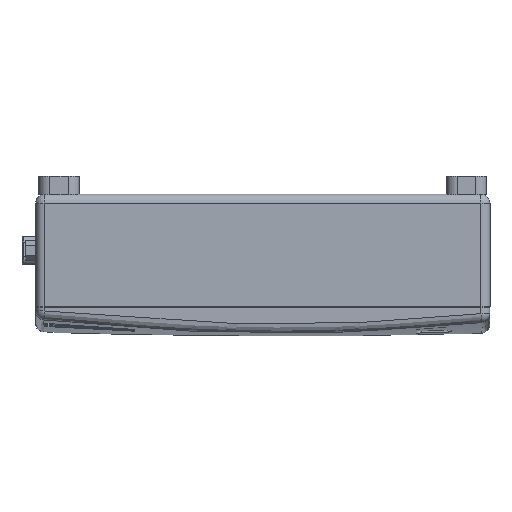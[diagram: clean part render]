
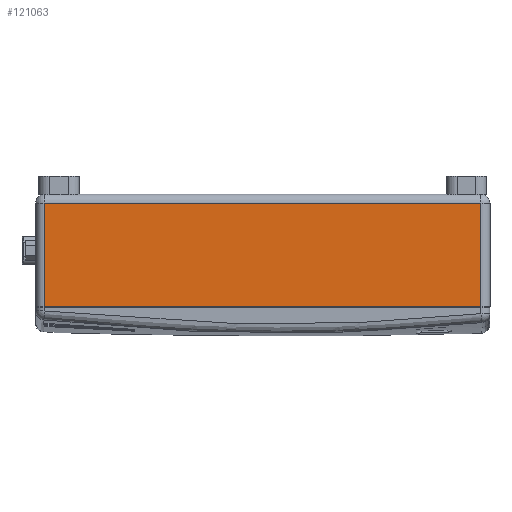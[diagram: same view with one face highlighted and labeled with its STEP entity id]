
A CAD part, left-side view. The second image highlights one B-rep face of the part: STEP entity #121063.
In plain terms, the highlighted planar face has unit normal (-1, 0, 0).
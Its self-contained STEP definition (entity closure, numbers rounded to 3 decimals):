
#5441 = VERTEX_POINT ( 'NONE', #63550 ) ;
#5458 = VECTOR ( 'NONE', #91242, 1000. ) ;
#6910 = DIRECTION ( 'NONE',  ( 0., 0., 1. ) ) ;
#10692 = AXIS2_PLACEMENT_3D ( 'NONE', #71162, #95106, #6910 ) ;
#11670 = VECTOR ( 'NONE', #105729, 1000. ) ;
#15878 = VECTOR ( 'NONE', #130861, 1000. ) ;
#16410 = VERTEX_POINT ( 'NONE', #146162 ) ;
#22765 = EDGE_CURVE ( 'NONE', #58468, #5441, #28412, .T. ) ;
#28412 = LINE ( 'NONE', #114890, #99813 ) ;
#32434 = CARTESIAN_POINT ( 'NONE',  ( -1583.255, -735.992, -0.422 ) ) ;
#32781 = ORIENTED_EDGE ( 'NONE', *, *, #60733, .F. ) ;
#39140 = DIRECTION ( 'NONE',  ( 0., 0., 1. ) ) ;
#41004 = CARTESIAN_POINT ( 'NONE',  ( -1583.255, -725.346, -29.149 ) ) ;
#43509 = LINE ( 'NONE', #141554, #15878 ) ;
#43964 = LINE ( 'NONE', #32434, #11670 ) ;
#58468 = VERTEX_POINT ( 'NONE', #63402 ) ;
#60733 = EDGE_CURVE ( 'NONE', #16410, #138333, #43509, .T. ) ;
#63402 = CARTESIAN_POINT ( 'NONE',  ( -1583.255, -735.72, -29.149 ) ) ;
#63550 = CARTESIAN_POINT ( 'NONE',  ( -1583.255, -735.72, -0.422 ) ) ;
#71162 = CARTESIAN_POINT ( 'NONE',  ( -1583.255, -725.346, -38.814 ) ) ;
#87775 = CARTESIAN_POINT ( 'NONE',  ( -1583.255, -856.895, -29.149 ) ) ;
#91242 = DIRECTION ( 'NONE',  ( 0., -1., 0. ) ) ;
#93483 = PLANE ( 'NONE',  #10692 ) ;
#95106 = DIRECTION ( 'NONE',  ( 1., 0., 0. ) ) ;
#96159 = EDGE_LOOP ( 'NONE', ( #32781, #111756, #151022, #150216 ) ) ;
#99813 = VECTOR ( 'NONE', #39140, 1000. ) ;
#105729 = DIRECTION ( 'NONE',  ( 0., 1., 0. ) ) ;
#111756 = ORIENTED_EDGE ( 'NONE', *, *, #119154, .T. ) ;
#114890 = CARTESIAN_POINT ( 'NONE',  ( -1583.255, -735.72, 7.578 ) ) ;
#115926 = LINE ( 'NONE', #41004, #5458 ) ;
#118159 = FACE_OUTER_BOUND ( 'NONE', #96159, .T. ) ;
#119154 = EDGE_CURVE ( 'NONE', #16410, #5441, #43964, .T. ) ;
#121063 = ADVANCED_FACE ( 'Face163', ( #118159 ), #93483, .F. ) ;
#130861 = DIRECTION ( 'NONE',  ( 0., 0., -1. ) ) ;
#138333 = VERTEX_POINT ( 'NONE', #87775 ) ;
#141554 = CARTESIAN_POINT ( 'NONE',  ( -1583.255, -856.895, -38.814 ) ) ;
#146162 = CARTESIAN_POINT ( 'NONE',  ( -1583.255, -856.895, -0.422 ) ) ;
#150216 = ORIENTED_EDGE ( 'NONE', *, *, #159045, .T. ) ;
#151022 = ORIENTED_EDGE ( 'NONE', *, *, #22765, .F. ) ;
#159045 = EDGE_CURVE ( 'NONE', #58468, #138333, #115926, .T. ) ;
